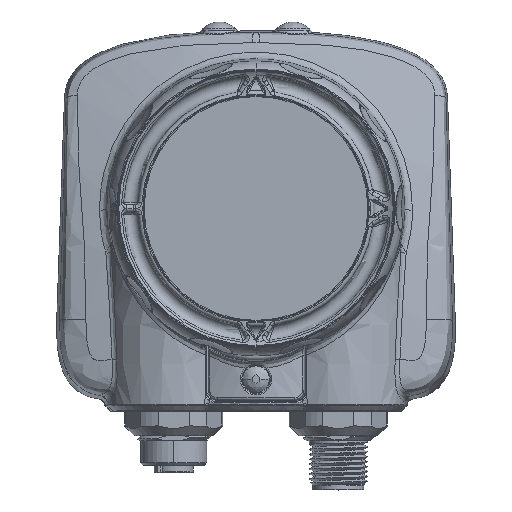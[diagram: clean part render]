
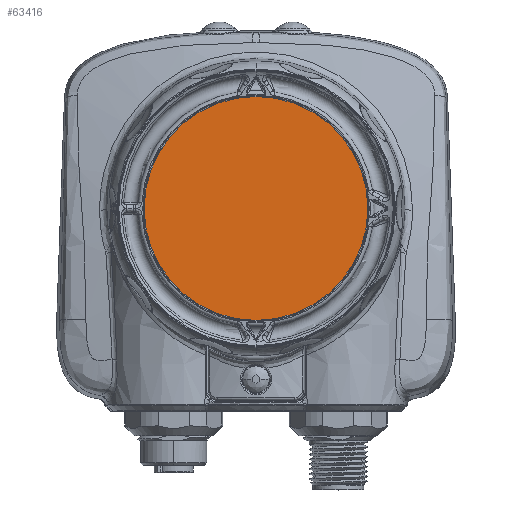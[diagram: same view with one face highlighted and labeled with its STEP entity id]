
A CAD part, top view. The second image highlights one B-rep face of the part: STEP entity #63416.
In plain terms, the highlighted planar face has unit normal (0, 0, 1).
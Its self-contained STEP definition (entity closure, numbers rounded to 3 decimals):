
#17701=CARTESIAN_POINT('',(0.,1.25,36.95));
#17702=DIRECTION('',(0.,0.,-1.));
#17703=DIRECTION('',(0.,1.,0.));
#17704=AXIS2_PLACEMENT_3D('',#17701,#17702,#17703);
#17706=CARTESIAN_POINT('',(0.,1.25,36.95));
#17707=DIRECTION('',(0.,0.,-1.));
#17708=DIRECTION('',(0.,-1.,0.));
#17709=AXIS2_PLACEMENT_3D('',#17706,#17707,#17708);
#36064=CARTESIAN_POINT('',(0.,24.032,36.95));
#36065=CARTESIAN_POINT('',(0.,-21.532,36.95));
#36066=VERTEX_POINT('',#36064);
#36067=VERTEX_POINT('',#36065);
#63407=CARTESIAN_POINT('',(0.,1.25,36.95));
#63408=DIRECTION('',(0.,0.,1.));
#63409=DIRECTION('',(0.,1.,0.));
#63410=AXIS2_PLACEMENT_3D('',#63407,#63408,#63409);
#63411=PLANE('',#63410);
#63412=ORIENTED_EDGE('',*,*,#63401,.T.);
#63413=ORIENTED_EDGE('',*,*,#63387,.T.);
#63414=EDGE_LOOP('',(#63412,#63413));
#63415=FACE_OUTER_BOUND('',#63414,.F.);
#63416=ADVANCED_FACE('',(#63415),#63411,.T.);
#17705=CIRCLE('',#17704,22.782);
#17710=CIRCLE('',#17709,22.782);
#63387=EDGE_CURVE('',#36067,#36066,#17710,.T.);
#63401=EDGE_CURVE('',#36066,#36067,#17705,.T.);
